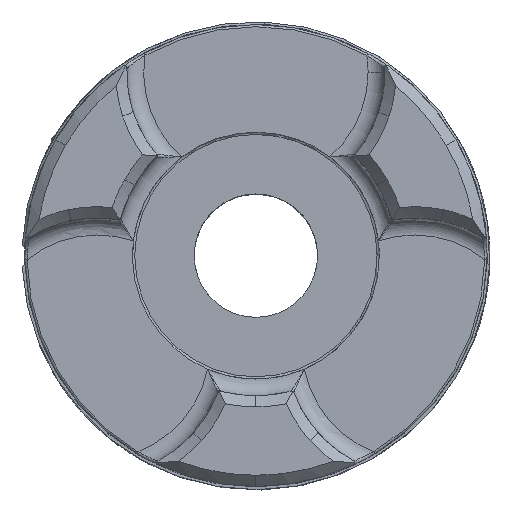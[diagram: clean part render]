
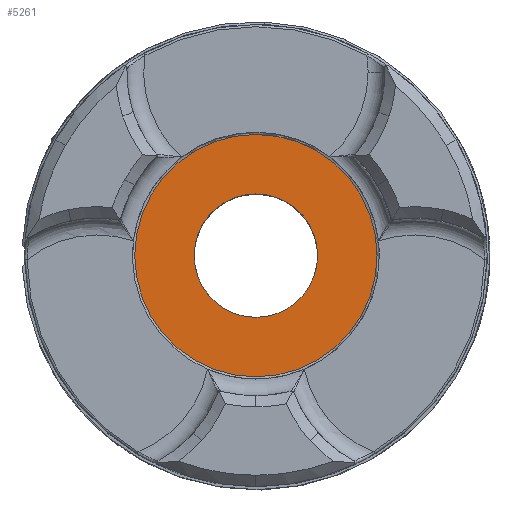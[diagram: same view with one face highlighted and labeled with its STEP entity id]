
A CAD part, top view. The second image highlights one B-rep face of the part: STEP entity #5261.
In plain terms, the highlighted planar face has unit normal (0, 0, 1).
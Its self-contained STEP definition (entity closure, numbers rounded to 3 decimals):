
#236=CIRCLE('',#5539,10.8);
#237=CIRCLE('',#5541,5.5);
#238=CIRCLE('',#5542,5.5);
#1259=VERTEX_POINT('',#12444);
#1266=VERTEX_POINT('',#12461);
#1267=VERTEX_POINT('',#12462);
#2432=EDGE_CURVE('',#1259,#1259,#236,.F.);
#2433=EDGE_CURVE('',#1266,#1267,#237,.T.);
#2434=EDGE_CURVE('',#1267,#1266,#238,.T.);
#3771=ORIENTED_EDGE('',*,*,#2433,.F.);
#3772=ORIENTED_EDGE('',*,*,#2434,.F.);
#3773=ORIENTED_EDGE('',*,*,#2432,.F.);
#4606=EDGE_LOOP('',(#3771,#3772));
#4607=EDGE_LOOP('',(#3773));
#4942=FACE_BOUND('',#4606,.T.);
#4943=FACE_BOUND('',#4607,.T.);
#5261=ADVANCED_FACE('',(#4942,#4943),#21749,.T.);
#5539=AXIS2_PLACEMENT_3D('',#12458,#6111,#6112);
#5540=AXIS2_PLACEMENT_3D('',#12459,#6113,$);
#5541=AXIS2_PLACEMENT_3D('',#12460,#6114,#6115);
#5542=AXIS2_PLACEMENT_3D('',#12463,#6116,#6117);
#6111=DIRECTION('',(0.,0.,1.));
#6112=DIRECTION('',(10.8,0.,0.));
#6113=DIRECTION('',(0.,0.,1.));
#6114=DIRECTION('',(0.,0.,1.));
#6115=DIRECTION('',(5.5,0.,0.));
#6116=DIRECTION('',(0.,0.,1.));
#6117=DIRECTION('',(5.5,0.,0.));
#12444=CARTESIAN_POINT('',(10.8,0.,24.8));
#12458=CARTESIAN_POINT('',(0.,0.,24.8));
#12459=CARTESIAN_POINT('',(0.,0.,24.8));
#12460=CARTESIAN_POINT('',(0.,0.,24.8));
#12461=CARTESIAN_POINT('',(5.5,0.,24.8));
#12462=CARTESIAN_POINT('',(-5.5,0.,24.8));
#12463=CARTESIAN_POINT('',(0.,0.,24.8));
#21749=PLANE('',#5540);
